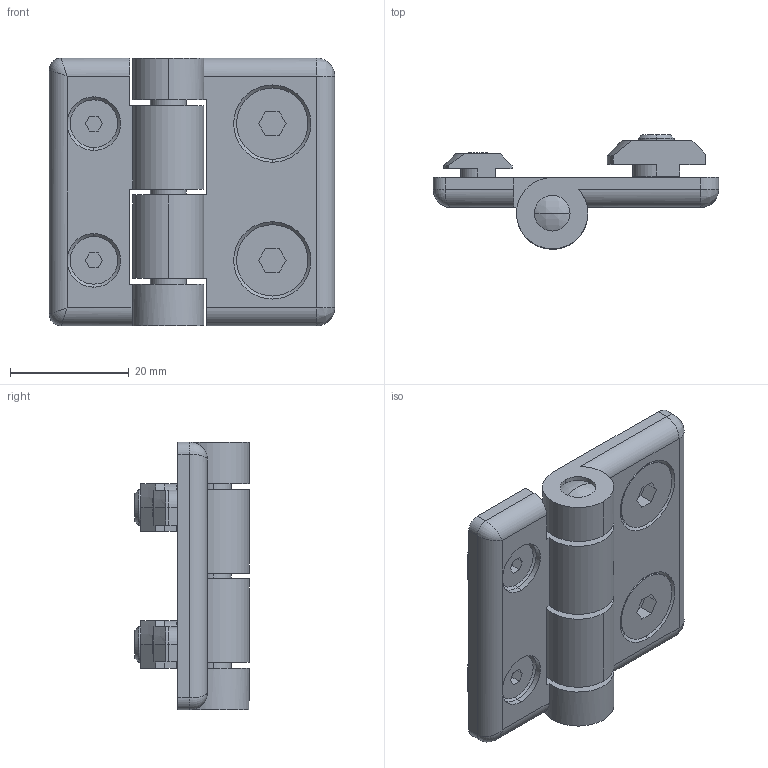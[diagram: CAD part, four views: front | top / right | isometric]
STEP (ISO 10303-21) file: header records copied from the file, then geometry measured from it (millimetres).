
FILE_DESCRIPTION (( 'STEP AP203' ), '1' );
FILE_NAME ('3_842_544_526_Bosch.step', '2024-06-10T09:07:44', ( '' ), ( '' ), 'SwSTEP 2.0', 'SolidWorks 2014', '' );
FILE_SCHEMA (( 'CONFIG_CONTROL_DESIGN' ));
Length unit declared in the file: millimetre
Products named in the file (12): 8_13; 2_23; 11_13; 9_13; 3_21; 6_21; 10_13; 4_21; 7_21; 3_842_544_526_Bosch; 5_21; 1_23
Assembly tree (11 placements, depth 2):
  3_842_544_526_Bosch
    1_23
    2_23
    3_21
    4_21
    5_21
    6_21
    7_21
    8_13
    9_13
    10_13
    11_13
Bounding box: 48 x 19.2 x 45 mm (x, y, z)
Volume: 14205.9 mm3; surface area: 10900.7 mm2
Topology: 11 solids, 11 shells, 221 faces, 535 edges, 334 vertices
Faces by surface type: plane 104, cylinder 78, cone 32, bspline 7
Entity records: 10386 total; most frequent: CARTESIAN_POINT 3850, DIRECTION 1134, ORIENTED_EDGE 1062, EDGE_CURVE 531, AXIS2_PLACEMENT_3D 399, VECTOR 336, LINE 336, VERTEX_POINT 334
